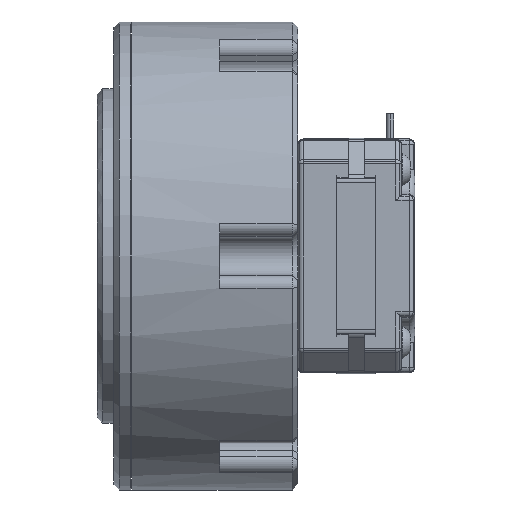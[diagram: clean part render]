
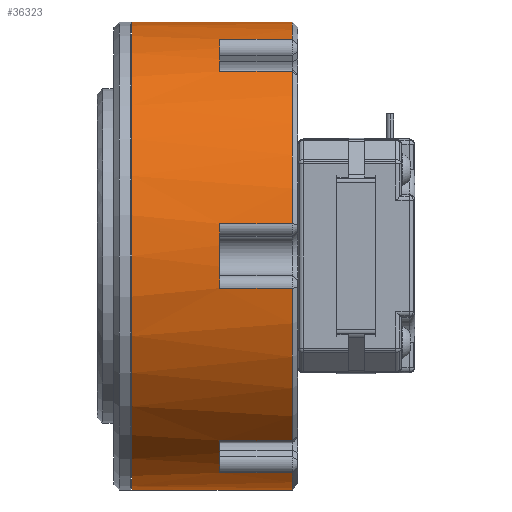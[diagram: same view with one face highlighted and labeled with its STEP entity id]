
A CAD part, left-side view. The second image highlights one B-rep face of the part: STEP entity #36323.
In plain terms, the highlighted cylindrical face has radius 42 mm (diameter 84 mm), a partial arc.
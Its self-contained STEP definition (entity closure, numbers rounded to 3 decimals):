
#191 = ORIENTED_EDGE ( 'NONE', *, *, #22444, .T. ) ;
#1225 = LINE ( 'NONE', #8152, #1284 ) ;
#1284 = VECTOR ( 'NONE', #14661, 1000. ) ;
#1410 = ORIENTED_EDGE ( 'NONE', *, *, #38128, .T. ) ;
#2310 = CARTESIAN_POINT ( 'NONE',  ( -25.802, 2., 33.14 ) ) ;
#2335 = AXIS2_PLACEMENT_3D ( 'NONE', #44555, #26083, #3349 ) ;
#2402 = DIRECTION ( 'NONE',  ( 0., 1., 0. ) ) ;
#2608 = ORIENTED_EDGE ( 'NONE', *, *, #39259, .T. ) ;
#2719 = AXIS2_PLACEMENT_3D ( 'NONE', #4766, #8477, #16111 ) ;
#2936 = VERTEX_POINT ( 'NONE', #13193 ) ;
#3349 = DIRECTION ( 'NONE',  ( 0., 0., 1. ) ) ;
#3530 = VERTEX_POINT ( 'NONE', #40493 ) ;
#4098 = CARTESIAN_POINT ( 'NONE',  ( 0., 29.8, 0. ) ) ;
#4766 = CARTESIAN_POINT ( 'NONE',  ( 0., 1., 0. ) ) ;
#4809 = VERTEX_POINT ( 'NONE', #35542 ) ;
#5097 = CARTESIAN_POINT ( 'NONE',  ( 0., 1., 0. ) ) ;
#5390 = VECTOR ( 'NONE', #47947, 1000. ) ;
#5524 = VERTEX_POINT ( 'NONE', #25877 ) ;
#5605 = EDGE_CURVE ( 'NONE', #41859, #2936, #9874, .T. ) ;
#5664 = CARTESIAN_POINT ( 'NONE',  ( -41.601, 2., -5.775 ) ) ;
#6108 = EDGE_CURVE ( 'NONE', #17581, #41859, #6749, .T. ) ;
#6749 = LINE ( 'NONE', #17818, #5390 ) ;
#7445 = CARTESIAN_POINT ( 'NONE',  ( -41.601, 2., 5.775 ) ) ;
#7607 = CARTESIAN_POINT ( 'NONE',  ( 0., 1., 42. ) ) ;
#8070 = EDGE_CURVE ( 'NONE', #47409, #17581, #18071, .T. ) ;
#8131 = DIRECTION ( 'NONE',  ( 0., 1., 0. ) ) ;
#8152 = CARTESIAN_POINT ( 'NONE',  ( 0., 2., 42. ) ) ;
#8477 = DIRECTION ( 'NONE',  ( 0., 1., 0. ) ) ;
#8973 = DIRECTION ( 'NONE',  ( 0., 1., 0. ) ) ;
#9158 = CARTESIAN_POINT ( 'NONE',  ( -25.802, 1., -33.14 ) ) ;
#9213 = CARTESIAN_POINT ( 'NONE',  ( 0., 14., 0. ) ) ;
#9593 = VERTEX_POINT ( 'NONE', #45487 ) ;
#9737 = DIRECTION ( 'NONE',  ( 0., 1., 0. ) ) ;
#9874 = CIRCLE ( 'NONE', #37471, 42. ) ;
#10084 = CARTESIAN_POINT ( 'NONE',  ( 0., 2., 0. ) ) ;
#10165 = VERTEX_POINT ( 'NONE', #16724 ) ;
#11278 = CIRCLE ( 'NONE', #13674, 42. ) ;
#12846 = VECTOR ( 'NONE', #44218, 1000. ) ;
#13193 = CARTESIAN_POINT ( 'NONE',  ( -41.601, 1., -5.775 ) ) ;
#13261 = AXIS2_PLACEMENT_3D ( 'NONE', #10084, #20267, #39066 ) ;
#13320 = VERTEX_POINT ( 'NONE', #28145 ) ;
#13455 = CARTESIAN_POINT ( 'NONE',  ( -15.799, 14., -38.915 ) ) ;
#13655 = CARTESIAN_POINT ( 'NONE',  ( -15.799, 2., 38.915 ) ) ;
#13674 = AXIS2_PLACEMENT_3D ( 'NONE', #15322, #34312, #30148 ) ;
#14486 = ORIENTED_EDGE ( 'NONE', *, *, #20027, .T. ) ;
#14539 = VECTOR ( 'NONE', #8131, 1000. ) ;
#14661 = DIRECTION ( 'NONE',  ( 0., -1., 0. ) ) ;
#15039 = VECTOR ( 'NONE', #40045, 1000. ) ;
#15322 = CARTESIAN_POINT ( 'NONE',  ( 0., 14., 0. ) ) ;
#15444 = DIRECTION ( 'NONE',  ( 0., 0., 1. ) ) ;
#16030 = VERTEX_POINT ( 'NONE', #26570 ) ;
#16111 = DIRECTION ( 'NONE',  ( 0., 0., 1. ) ) ;
#16409 = DIRECTION ( 'NONE',  ( 0., 1., 0. ) ) ;
#16575 = EDGE_CURVE ( 'NONE', #32159, #3530, #28398, .T. ) ;
#16724 = CARTESIAN_POINT ( 'NONE',  ( 0., 29.8, 42. ) ) ;
#17581 = VERTEX_POINT ( 'NONE', #24505 ) ;
#17818 = CARTESIAN_POINT ( 'NONE',  ( -25.802, 2., -33.14 ) ) ;
#17872 = EDGE_CURVE ( 'NONE', #13320, #16030, #11278, .T. ) ;
#17983 = VERTEX_POINT ( 'NONE', #45654 ) ;
#18042 = LINE ( 'NONE', #7445, #12846 ) ;
#18071 = CIRCLE ( 'NONE', #44899, 42. ) ;
#18711 = EDGE_CURVE ( 'NONE', #10165, #25475, #1225, .T. ) ;
#19397 = DIRECTION ( 'NONE',  ( 0., 1., 0. ) ) ;
#19728 = ORIENTED_EDGE ( 'NONE', *, *, #16575, .T. ) ;
#20027 = EDGE_CURVE ( 'NONE', #26587, #17983, #20341, .T. ) ;
#20247 = CARTESIAN_POINT ( 'NONE',  ( 0., 2., -42. ) ) ;
#20267 = DIRECTION ( 'NONE',  ( 0., -1., 0. ) ) ;
#20341 = CIRCLE ( 'NONE', #21924, 42. ) ;
#20542 = DIRECTION ( 'NONE',  ( 0., 0., 1. ) ) ;
#20716 = DIRECTION ( 'NONE',  ( 0., 1., 0. ) ) ;
#20778 = CARTESIAN_POINT ( 'NONE',  ( -41.601, 14., -5.775 ) ) ;
#20911 = DIRECTION ( 'NONE',  ( 0., 0., 1. ) ) ;
#21093 = VECTOR ( 'NONE', #9737, 1000. ) ;
#21924 = AXIS2_PLACEMENT_3D ( 'NONE', #9213, #8973, #20542 ) ;
#22263 = EDGE_CURVE ( 'NONE', #3530, #4809, #36647, .T. ) ;
#22444 = EDGE_CURVE ( 'NONE', #17983, #9593, #18042, .T. ) ;
#22469 = VERTEX_POINT ( 'NONE', #33379 ) ;
#23246 = EDGE_CURVE ( 'NONE', #32159, #10165, #28706, .T. ) ;
#24505 = CARTESIAN_POINT ( 'NONE',  ( -25.802, 14., -33.14 ) ) ;
#24612 = CARTESIAN_POINT ( 'NONE',  ( 0., 29.8, -42. ) ) ;
#25475 = VERTEX_POINT ( 'NONE', #7607 ) ;
#25877 = CARTESIAN_POINT ( 'NONE',  ( -15.799, 1., 38.915 ) ) ;
#26083 = DIRECTION ( 'NONE',  ( 0., 1., 0. ) ) ;
#26191 = ORIENTED_EDGE ( 'NONE', *, *, #42356, .T. ) ;
#26570 = CARTESIAN_POINT ( 'NONE',  ( -15.799, 14., 38.915 ) ) ;
#26587 = VERTEX_POINT ( 'NONE', #20778 ) ;
#27137 = AXIS2_PLACEMENT_3D ( 'NONE', #4098, #35460, #39411 ) ;
#27191 = ORIENTED_EDGE ( 'NONE', *, *, #23246, .F. ) ;
#27302 = CARTESIAN_POINT ( 'NONE',  ( 0., 14., 0. ) ) ;
#27333 = DIRECTION ( 'NONE',  ( 0., 0., 1. ) ) ;
#28145 = CARTESIAN_POINT ( 'NONE',  ( -25.802, 14., 33.14 ) ) ;
#28384 = EDGE_CURVE ( 'NONE', #22469, #13320, #39847, .T. ) ;
#28398 = LINE ( 'NONE', #20247, #47357 ) ;
#28706 = CIRCLE ( 'NONE', #27137, 42. ) ;
#28776 = ORIENTED_EDGE ( 'NONE', *, *, #6108, .T. ) ;
#28797 = ORIENTED_EDGE ( 'NONE', *, *, #37604, .T. ) ;
#30148 = DIRECTION ( 'NONE',  ( 0., 0., 1. ) ) ;
#31582 = EDGE_CURVE ( 'NONE', #4809, #47409, #35273, .T. ) ;
#32159 = VERTEX_POINT ( 'NONE', #24612 ) ;
#32171 = ORIENTED_EDGE ( 'NONE', *, *, #22263, .T. ) ;
#32405 = LINE ( 'NONE', #13655, #15039 ) ;
#32791 = FACE_OUTER_BOUND ( 'NONE', #48061, .T. ) ;
#33379 = CARTESIAN_POINT ( 'NONE',  ( -25.802, 1., 33.14 ) ) ;
#33841 = CIRCLE ( 'NONE', #2335, 42. ) ;
#34312 = DIRECTION ( 'NONE',  ( 0., 1., 0. ) ) ;
#34734 = VECTOR ( 'NONE', #20716, 1000. ) ;
#35273 = LINE ( 'NONE', #42682, #14539 ) ;
#35325 = DIRECTION ( 'NONE',  ( 0., -1., 0. ) ) ;
#35460 = DIRECTION ( 'NONE',  ( 0., 1., 0. ) ) ;
#35542 = CARTESIAN_POINT ( 'NONE',  ( -15.799, 1., -38.915 ) ) ;
#35604 = ORIENTED_EDGE ( 'NONE', *, *, #17872, .T. ) ;
#35827 = ORIENTED_EDGE ( 'NONE', *, *, #18711, .F. ) ;
#36240 = CARTESIAN_POINT ( 'NONE',  ( 0., 1., 0. ) ) ;
#36255 = CYLINDRICAL_SURFACE ( 'NONE', #13261, 42. ) ;
#36323 = ADVANCED_FACE ( 'NONE', ( #32791 ), #36255, .T. ) ;
#36647 = CIRCLE ( 'NONE', #2719, 42. ) ;
#37471 = AXIS2_PLACEMENT_3D ( 'NONE', #5097, #19397, #27333 ) ;
#37604 = EDGE_CURVE ( 'NONE', #9593, #22469, #33841, .T. ) ;
#38128 = EDGE_CURVE ( 'NONE', #2936, #26587, #39511, .T. ) ;
#38409 = ORIENTED_EDGE ( 'NONE', *, *, #31582, .T. ) ;
#39066 = DIRECTION ( 'NONE',  ( 0., 0., -1. ) ) ;
#39259 = EDGE_CURVE ( 'NONE', #16030, #5524, #32405, .T. ) ;
#39411 = DIRECTION ( 'NONE',  ( 0., 0., 1. ) ) ;
#39511 = LINE ( 'NONE', #5664, #34734 ) ;
#39665 = CIRCLE ( 'NONE', #43595, 42. ) ;
#39847 = LINE ( 'NONE', #2310, #21093 ) ;
#40045 = DIRECTION ( 'NONE',  ( 0., -1., 0. ) ) ;
#40493 = CARTESIAN_POINT ( 'NONE',  ( 0., 1., -42. ) ) ;
#41859 = VERTEX_POINT ( 'NONE', #9158 ) ;
#42356 = EDGE_CURVE ( 'NONE', #5524, #25475, #39665, .T. ) ;
#42682 = CARTESIAN_POINT ( 'NONE',  ( -15.799, 2., -38.915 ) ) ;
#43069 = ORIENTED_EDGE ( 'NONE', *, *, #8070, .T. ) ;
#43595 = AXIS2_PLACEMENT_3D ( 'NONE', #36240, #2402, #20911 ) ;
#43745 = ORIENTED_EDGE ( 'NONE', *, *, #5605, .T. ) ;
#44218 = DIRECTION ( 'NONE',  ( 0., -1., 0. ) ) ;
#44555 = CARTESIAN_POINT ( 'NONE',  ( 0., 1., 0. ) ) ;
#44899 = AXIS2_PLACEMENT_3D ( 'NONE', #27302, #16409, #15444 ) ;
#45487 = CARTESIAN_POINT ( 'NONE',  ( -41.601, 1., 5.775 ) ) ;
#45654 = CARTESIAN_POINT ( 'NONE',  ( -41.601, 14., 5.775 ) ) ;
#46335 = ORIENTED_EDGE ( 'NONE', *, *, #28384, .T. ) ;
#47357 = VECTOR ( 'NONE', #35325, 1000. ) ;
#47409 = VERTEX_POINT ( 'NONE', #13455 ) ;
#47947 = DIRECTION ( 'NONE',  ( 0., -1., 0. ) ) ;
#48061 = EDGE_LOOP ( 'NONE', ( #35827, #27191, #19728, #32171, #38409, #43069, #28776, #43745, #1410, #14486, #191, #28797, #46335, #35604, #2608, #26191 ) ) ;
